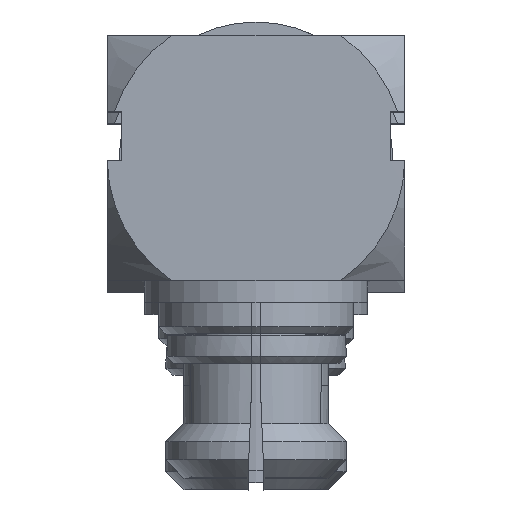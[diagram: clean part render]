
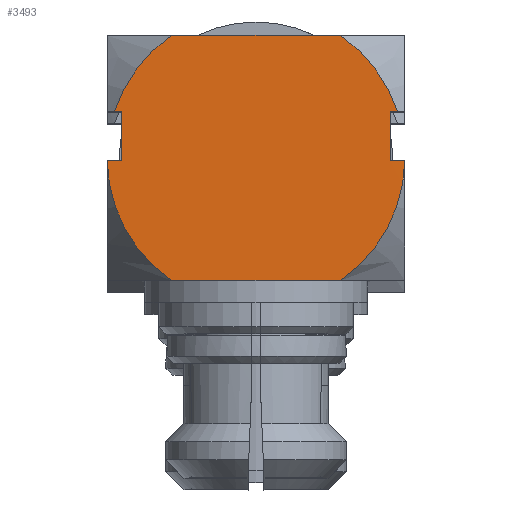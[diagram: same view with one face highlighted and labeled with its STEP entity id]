
A CAD part, top view. The second image highlights one B-rep face of the part: STEP entity #3493.
In plain terms, the highlighted face is planar.
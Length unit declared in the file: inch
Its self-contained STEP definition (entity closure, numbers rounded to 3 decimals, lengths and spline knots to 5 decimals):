
#64 = CARTESIAN_POINT ( 'NONE',  ( -0.1056, 0.2493, 0.102 ) ) ;
#90 = CARTESIAN_POINT ( 'NONE',  ( -0.1056, 0.0813, -0.05786 ) ) ;
#108 = CARTESIAN_POINT ( 'NONE',  ( -0.1056, 0.1968, -0.09701 ) ) ;
#267 = CARTESIAN_POINT ( 'NONE',  ( -0.10559, 0.1634, 0.10199 ) ) ;
#292 = DIRECTION ( 'NONE',  ( 0., 0., -1. ) ) ;
#308 = ORIENTED_EDGE ( 'NONE', *, *, #5004, .T. ) ;
#328 = CARTESIAN_POINT ( 'NONE',  ( -0.1056, 0.0813, -0.092 ) ) ;
#344 = EDGE_CURVE ( 'NONE', #3543, #4396, #818, .T. ) ;
#372 = DIRECTION ( 'NONE',  ( 0., 1., 0. ) ) ;
#375 = CARTESIAN_POINT ( 'NONE',  ( -0.1056, 0.1968, -0.092 ) ) ;
#471 = CARTESIAN_POINT ( 'NONE',  ( -0.1056, 0.1968, 0.102 ) ) ;
#503 = EDGE_CURVE ( 'NONE', #5210, #4961, #4516, .T. ) ;
#511 = EDGE_LOOP ( 'NONE', ( #2515, #5018, #2477, #5330, #4115, #1122, #308, #4020, #3382, #3586, #5461, #2637 ) ) ;
#545 = VERTEX_POINT ( 'NONE', #5233 ) ;
#766 = CARTESIAN_POINT ( 'NONE',  ( -0.1056, 0.1968, 0.102 ) ) ;
#818 = CIRCLE ( 'NONE', #2316, 0.102 ) ;
#840 = EDGE_CURVE ( 'NONE', #1254, #4961, #4670, .T. ) ;
#1001 = EDGE_CURVE ( 'NONE', #3817, #545, #1700, .T. ) ;
#1122 = ORIENTED_EDGE ( 'NONE', *, *, #344, .F. ) ;
#1192 = CARTESIAN_POINT ( 'NONE',  ( -0.1056, 0.0813, 0.102 ) ) ;
#1238 = PLANE ( 'NONE',  #3716 ) ;
#1243 = DIRECTION ( 'NONE',  ( 1., 0., 0. ) ) ;
#1254 = VERTEX_POINT ( 'NONE', #1770 ) ;
#1276 = EDGE_CURVE ( 'NONE', #5346, #3817, #1972, .T. ) ;
#1294 = DIRECTION ( 'NONE',  ( 0., -1., 0. ) ) ;
#1331 = CARTESIAN_POINT ( 'NONE',  ( -0.1056, 0.0813, 0.05786 ) ) ;
#1372 = VECTOR ( 'NONE', #292, 39.37008 ) ;
#1386 = CARTESIAN_POINT ( 'NONE',  ( -0.1056, 0.0813, 0.092 ) ) ;
#1450 = CARTESIAN_POINT ( 'NONE',  ( -0.1056, 0.0813, 0.102 ) ) ;
#1471 = AXIS2_PLACEMENT_3D ( 'NONE', #2521, #1243, #2984 ) ;
#1514 = DIRECTION ( 'NONE',  ( 0., 0., -1. ) ) ;
#1653 = VECTOR ( 'NONE', #372, 39.37008 ) ;
#1661 = DIRECTION ( 'NONE',  ( 0., 0., -1. ) ) ;
#1681 = DIRECTION ( 'NONE',  ( 1., 0., 0. ) ) ;
#1700 = CIRCLE ( 'NONE', #2969, 0.102 ) ;
#1770 = CARTESIAN_POINT ( 'NONE',  ( -0.10559, 0.1634, -0.10199 ) ) ;
#1972 = LINE ( 'NONE', #471, #3813 ) ;
#2030 = VECTOR ( 'NONE', #1514, 39.37008 ) ;
#2179 = VECTOR ( 'NONE', #1294, 39.37008 ) ;
#2280 = LINE ( 'NONE', #3366, #1372 ) ;
#2316 = AXIS2_PLACEMENT_3D ( 'NONE', #3637, #5403, #3170 ) ;
#2345 = EDGE_CURVE ( 'NONE', #4755, #4747, #4644, .T. ) ;
#2477 = ORIENTED_EDGE ( 'NONE', *, *, #840, .F. ) ;
#2515 = ORIENTED_EDGE ( 'NONE', *, *, #2979, .F. ) ;
#2521 = CARTESIAN_POINT ( 'NONE',  ( -0.1056, 0.1653, 0. ) ) ;
#2566 = DIRECTION ( 'NONE',  ( 0., 0., 1. ) ) ;
#2616 = CARTESIAN_POINT ( 'NONE',  ( -0.1056, 0.1634, 0.102 ) ) ;
#2637 = ORIENTED_EDGE ( 'NONE', *, *, #2345, .F. ) ;
#2667 = VECTOR ( 'NONE', #3914, 39.37008 ) ;
#2963 = DIRECTION ( 'NONE',  ( 0., 0., -1. ) ) ;
#2969 = AXIS2_PLACEMENT_3D ( 'NONE', #4366, #4791, #2566 ) ;
#2979 = EDGE_CURVE ( 'NONE', #5210, #4755, #2988, .T. ) ;
#2984 = DIRECTION ( 'NONE',  ( 0., 0., -1. ) ) ;
#2988 = LINE ( 'NONE', #766, #2667 ) ;
#3037 = EDGE_CURVE ( 'NONE', #5101, #5346, #3561, .T. ) ;
#3170 = DIRECTION ( 'NONE',  ( 0., 0., -1. ) ) ;
#3366 = CARTESIAN_POINT ( 'NONE',  ( -0.1056, 0.1634, 0.102 ) ) ;
#3382 = ORIENTED_EDGE ( 'NONE', *, *, #1276, .T. ) ;
#3423 = LINE ( 'NONE', #1450, #4218 ) ;
#3460 = VECTOR ( 'NONE', #4482, 39.37008 ) ;
#3493 = ADVANCED_FACE ( 'NONE', ( #5080 ), #1238, .F. ) ;
#3543 = VERTEX_POINT ( 'NONE', #267 ) ;
#3561 = LINE ( 'NONE', #1386, #1653 ) ;
#3586 = ORIENTED_EDGE ( 'NONE', *, *, #1001, .T. ) ;
#3637 = CARTESIAN_POINT ( 'NONE',  ( -0.1056, 0.1653, 0. ) ) ;
#3716 = AXIS2_PLACEMENT_3D ( 'NONE', #1192, #1681, #1661 ) ;
#3813 = VECTOR ( 'NONE', #4578, 39.37008 ) ;
#3817 = VERTEX_POINT ( 'NONE', #5558 ) ;
#3819 = AXIS2_PLACEMENT_3D ( 'NONE', #5675, #5703, #2963 ) ;
#3914 = DIRECTION ( 'NONE',  ( 0., 0., -1. ) ) ;
#4003 = EDGE_CURVE ( 'NONE', #545, #4747, #4358, .T. ) ;
#4020 = ORIENTED_EDGE ( 'NONE', *, *, #3037, .T. ) ;
#4033 = CARTESIAN_POINT ( 'NONE',  ( -0.1056, 0.1634, -0.092 ) ) ;
#4115 = ORIENTED_EDGE ( 'NONE', *, *, #4249, .F. ) ;
#4150 = CIRCLE ( 'NONE', #1471, 0.102 ) ;
#4218 = VECTOR ( 'NONE', #4552, 39.37008 ) ;
#4249 = EDGE_CURVE ( 'NONE', #4396, #4265, #3423, .T. ) ;
#4265 = VERTEX_POINT ( 'NONE', #90 ) ;
#4293 = EDGE_CURVE ( 'NONE', #4265, #1254, #4150, .T. ) ;
#4357 = CARTESIAN_POINT ( 'NONE',  ( -0.1056, 0.1968, 0.092 ) ) ;
#4358 = LINE ( 'NONE', #64, #2030 ) ;
#4366 = CARTESIAN_POINT ( 'NONE',  ( -0.1056, 0.1653, 0. ) ) ;
#4396 = VERTEX_POINT ( 'NONE', #1331 ) ;
#4482 = DIRECTION ( 'NONE',  ( 0., 0., 1. ) ) ;
#4516 = LINE ( 'NONE', #328, #2179 ) ;
#4552 = DIRECTION ( 'NONE',  ( 0., 0., -1. ) ) ;
#4578 = DIRECTION ( 'NONE',  ( 0., 0., 1. ) ) ;
#4644 = CIRCLE ( 'NONE', #3819, 0.102 ) ;
#4670 = LINE ( 'NONE', #2616, #3460 ) ;
#4747 = VERTEX_POINT ( 'NONE', #5476 ) ;
#4755 = VERTEX_POINT ( 'NONE', #108 ) ;
#4791 = DIRECTION ( 'NONE',  ( -1., 0., 0. ) ) ;
#4961 = VERTEX_POINT ( 'NONE', #4033 ) ;
#5004 = EDGE_CURVE ( 'NONE', #3543, #5101, #2280, .T. ) ;
#5018 = ORIENTED_EDGE ( 'NONE', *, *, #503, .T. ) ;
#5080 = FACE_OUTER_BOUND ( 'NONE', #511, .T. ) ;
#5101 = VERTEX_POINT ( 'NONE', #5692 ) ;
#5210 = VERTEX_POINT ( 'NONE', #375 ) ;
#5233 = CARTESIAN_POINT ( 'NONE',  ( -0.1056, 0.2493, 0.05786 ) ) ;
#5330 = ORIENTED_EDGE ( 'NONE', *, *, #4293, .F. ) ;
#5346 = VERTEX_POINT ( 'NONE', #4357 ) ;
#5403 = DIRECTION ( 'NONE',  ( 1., 0., 0. ) ) ;
#5461 = ORIENTED_EDGE ( 'NONE', *, *, #4003, .T. ) ;
#5476 = CARTESIAN_POINT ( 'NONE',  ( -0.1056, 0.2493, -0.05786 ) ) ;
#5558 = CARTESIAN_POINT ( 'NONE',  ( -0.1056, 0.1968, 0.09701 ) ) ;
#5675 = CARTESIAN_POINT ( 'NONE',  ( -0.1056, 0.1653, 0. ) ) ;
#5692 = CARTESIAN_POINT ( 'NONE',  ( -0.1056, 0.1634, 0.092 ) ) ;
#5703 = DIRECTION ( 'NONE',  ( 1., 0., 0. ) ) ;
